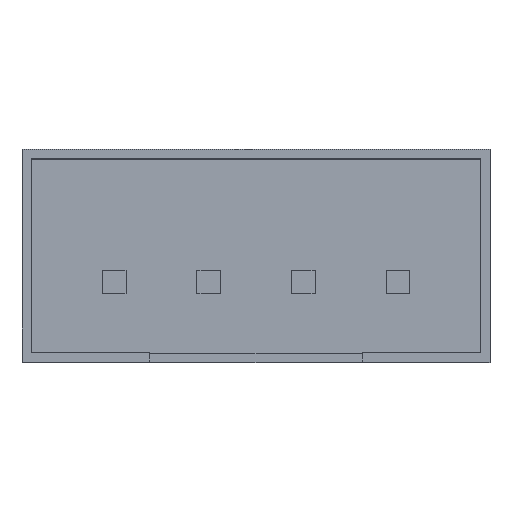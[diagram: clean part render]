
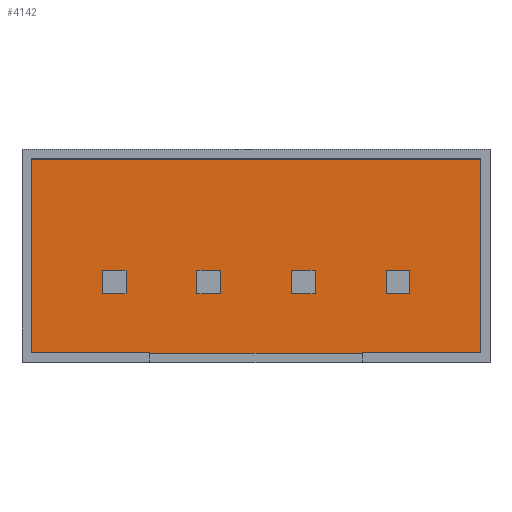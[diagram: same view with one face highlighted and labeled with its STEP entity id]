
A CAD part, top view. The second image highlights one B-rep face of the part: STEP entity #4142.
In plain terms, the highlighted planar face has unit normal (0, 0, 1).
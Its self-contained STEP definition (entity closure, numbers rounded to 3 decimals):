
#2932 = PLANE('',#2933);
#2933 = AXIS2_PLACEMENT_3D('',#2934,#2935,#2936);
#2934 = CARTESIAN_POINT('',(4.75,-2.05,6.));
#2935 = DIRECTION('',(0.,1.,0.));
#2936 = DIRECTION('',(-1.,0.,0.));
#2960 = PLANE('',#2961);
#2961 = AXIS2_PLACEMENT_3D('',#2962,#2963,#2964);
#2962 = CARTESIAN_POINT('',(-4.75,-2.05,6.));
#2963 = DIRECTION('',(1.,0.,0.));
#2964 = DIRECTION('',(0.,1.,0.));
#2988 = PLANE('',#2989);
#2989 = AXIS2_PLACEMENT_3D('',#2990,#2991,#2992);
#2990 = CARTESIAN_POINT('',(-4.75,2.05,6.));
#2991 = DIRECTION('',(0.,-1.,0.));
#2992 = DIRECTION('',(1.,0.,0.));
#3016 = PLANE('',#3017);
#3017 = AXIS2_PLACEMENT_3D('',#3018,#3019,#3020);
#3018 = CARTESIAN_POINT('',(4.75,2.05,6.));
#3019 = DIRECTION('',(-1.,0.,0.));
#3020 = DIRECTION('',(0.,-1.,0.));
#3463 = VERTEX_POINT('',#3464);
#3464 = CARTESIAN_POINT('',(4.75,-2.05,0.2));
#3485 = EDGE_CURVE('',#3486,#3463,#3488,.T.);
#3486 = VERTEX_POINT('',#3487);
#3487 = CARTESIAN_POINT('',(-4.75,-2.05,0.2));
#3488 = SURFACE_CURVE('',#3489,(#3493,#3500),.PCURVE_S1.);
#3489 = LINE('',#3490,#3491);
#3490 = CARTESIAN_POINT('',(2.375,-2.05,0.2));
#3491 = VECTOR('',#3492,1.);
#3492 = DIRECTION('',(1.,0.,0.));
#3493 = PCURVE('',#2932,#3494);
#3494 = DEFINITIONAL_REPRESENTATION('',(#3495),#3499);
#3495 = LINE('',#3496,#3497);
#3496 = CARTESIAN_POINT('',(2.375,-5.8));
#3497 = VECTOR('',#3498,1.);
#3498 = DIRECTION('',(-1.,0.));
#3499 = ( GEOMETRIC_REPRESENTATION_CONTEXT(2) 
PARAMETRIC_REPRESENTATION_CONTEXT() REPRESENTATION_CONTEXT('2D SPACE',''
  ) );
#3500 = PCURVE('',#3501,#3506);
#3501 = PLANE('',#3502);
#3502 = AXIS2_PLACEMENT_3D('',#3503,#3504,#3505);
#3503 = CARTESIAN_POINT('',(0.,0.,0.2));
#3504 = DIRECTION('',(0.,0.,1.));
#3505 = DIRECTION('',(1.,0.,0.));
#3506 = DEFINITIONAL_REPRESENTATION('',(#3507),#3511);
#3507 = LINE('',#3508,#3509);
#3508 = CARTESIAN_POINT('',(2.375,-2.05));
#3509 = VECTOR('',#3510,1.);
#3510 = DIRECTION('',(1.,0.));
#3511 = ( GEOMETRIC_REPRESENTATION_CONTEXT(2) 
PARAMETRIC_REPRESENTATION_CONTEXT() REPRESENTATION_CONTEXT('2D SPACE',''
  ) );
#3773 = VERTEX_POINT('',#3774);
#3774 = CARTESIAN_POINT('',(4.75,2.05,0.2));
#3795 = EDGE_CURVE('',#3463,#3773,#3796,.T.);
#3796 = SURFACE_CURVE('',#3797,(#3801,#3808),.PCURVE_S1.);
#3797 = LINE('',#3798,#3799);
#3798 = CARTESIAN_POINT('',(4.75,1.025,0.2));
#3799 = VECTOR('',#3800,1.);
#3800 = DIRECTION('',(0.,1.,0.));
#3801 = PCURVE('',#3016,#3802);
#3802 = DEFINITIONAL_REPRESENTATION('',(#3803),#3807);
#3803 = LINE('',#3804,#3805);
#3804 = CARTESIAN_POINT('',(1.025,-5.8));
#3805 = VECTOR('',#3806,1.);
#3806 = DIRECTION('',(-1.,0.));
#3807 = ( GEOMETRIC_REPRESENTATION_CONTEXT(2) 
PARAMETRIC_REPRESENTATION_CONTEXT() REPRESENTATION_CONTEXT('2D SPACE',''
  ) );
#3808 = PCURVE('',#3501,#3809);
#3809 = DEFINITIONAL_REPRESENTATION('',(#3810),#3814);
#3810 = LINE('',#3811,#3812);
#3811 = CARTESIAN_POINT('',(4.75,1.025));
#3812 = VECTOR('',#3813,1.);
#3813 = DIRECTION('',(0.,1.));
#3814 = ( GEOMETRIC_REPRESENTATION_CONTEXT(2) 
PARAMETRIC_REPRESENTATION_CONTEXT() REPRESENTATION_CONTEXT('2D SPACE',''
  ) );
#3822 = VERTEX_POINT('',#3823);
#3823 = CARTESIAN_POINT('',(-4.75,2.05,0.2));
#3844 = EDGE_CURVE('',#3773,#3822,#3845,.T.);
#3845 = SURFACE_CURVE('',#3846,(#3850,#3857),.PCURVE_S1.);
#3846 = LINE('',#3847,#3848);
#3847 = CARTESIAN_POINT('',(-2.375,2.05,0.2));
#3848 = VECTOR('',#3849,1.);
#3849 = DIRECTION('',(-1.,0.,0.));
#3850 = PCURVE('',#2988,#3851);
#3851 = DEFINITIONAL_REPRESENTATION('',(#3852),#3856);
#3852 = LINE('',#3853,#3854);
#3853 = CARTESIAN_POINT('',(2.375,-5.8));
#3854 = VECTOR('',#3855,1.);
#3855 = DIRECTION('',(-1.,0.));
#3856 = ( GEOMETRIC_REPRESENTATION_CONTEXT(2) 
PARAMETRIC_REPRESENTATION_CONTEXT() REPRESENTATION_CONTEXT('2D SPACE',''
  ) );
#3857 = PCURVE('',#3501,#3858);
#3858 = DEFINITIONAL_REPRESENTATION('',(#3859),#3863);
#3859 = LINE('',#3860,#3861);
#3860 = CARTESIAN_POINT('',(-2.375,2.05));
#3861 = VECTOR('',#3862,1.);
#3862 = DIRECTION('',(-1.,0.));
#3863 = ( GEOMETRIC_REPRESENTATION_CONTEXT(2) 
PARAMETRIC_REPRESENTATION_CONTEXT() REPRESENTATION_CONTEXT('2D SPACE',''
  ) );
#3871 = EDGE_CURVE('',#3822,#3486,#3872,.T.);
#3872 = SURFACE_CURVE('',#3873,(#3877,#3884),.PCURVE_S1.);
#3873 = LINE('',#3874,#3875);
#3874 = CARTESIAN_POINT('',(-4.75,-1.025,0.2));
#3875 = VECTOR('',#3876,1.);
#3876 = DIRECTION('',(0.,-1.,0.));
#3877 = PCURVE('',#2960,#3878);
#3878 = DEFINITIONAL_REPRESENTATION('',(#3879),#3883);
#3879 = LINE('',#3880,#3881);
#3880 = CARTESIAN_POINT('',(1.025,-5.8));
#3881 = VECTOR('',#3882,1.);
#3882 = DIRECTION('',(-1.,0.));
#3883 = ( GEOMETRIC_REPRESENTATION_CONTEXT(2) 
PARAMETRIC_REPRESENTATION_CONTEXT() REPRESENTATION_CONTEXT('2D SPACE',''
  ) );
#3884 = PCURVE('',#3501,#3885);
#3885 = DEFINITIONAL_REPRESENTATION('',(#3886),#3890);
#3886 = LINE('',#3887,#3888);
#3887 = CARTESIAN_POINT('',(-4.75,-1.025));
#3888 = VECTOR('',#3889,1.);
#3889 = DIRECTION('',(0.,-1.));
#3890 = ( GEOMETRIC_REPRESENTATION_CONTEXT(2) 
PARAMETRIC_REPRESENTATION_CONTEXT() REPRESENTATION_CONTEXT('2D SPACE',''
  ) );
#4142 = ADVANCED_FACE('',(#4143),#3501,.T.);
#4143 = FACE_BOUND('',#4144,.T.);
#4144 = EDGE_LOOP('',(#4145,#4146,#4147,#4148));
#4145 = ORIENTED_EDGE('',*,*,#3795,.T.);
#4146 = ORIENTED_EDGE('',*,*,#3844,.T.);
#4147 = ORIENTED_EDGE('',*,*,#3871,.T.);
#4148 = ORIENTED_EDGE('',*,*,#3485,.T.);
